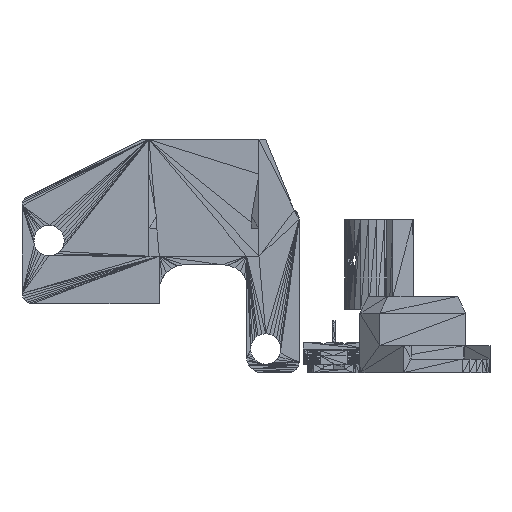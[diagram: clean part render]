
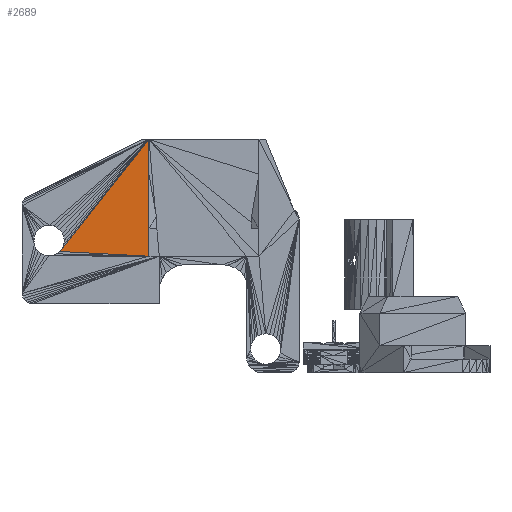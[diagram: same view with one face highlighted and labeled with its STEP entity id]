
A CAD part, front view. The second image highlights one B-rep face of the part: STEP entity #2689.
In plain terms, the highlighted face is planar.
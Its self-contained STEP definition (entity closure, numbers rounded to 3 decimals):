
#2579 = VERTEX_POINT('',#2580);
#2580 = CARTESIAN_POINT('',(-32.763,-5.338,
    27.306));
#2671 = VERTEX_POINT('',#2672);
#2672 = CARTESIAN_POINT('',(-53.652,-5.338,
    28.419));
#2679 = EDGE_CURVE('',#2579,#2671,#2680,.T.);
#2680 = LINE('',#2681,#2682);
#2681 = CARTESIAN_POINT('',(-32.763,-5.338,
    27.306));
#2682 = VECTOR('',#2683,1.);
#2683 = DIRECTION('',(-0.999,0.,
    0.053));
#2689 = ADVANCED_FACE('',(#2690),#2707,.T.);
#2690 = FACE_BOUND('',#2691,.T.);
#2691 = EDGE_LOOP('',(#2692,#2700,#2701));
#2692 = ORIENTED_EDGE('',*,*,#2693,.T.);
#2693 = EDGE_CURVE('',#2694,#2671,#2696,.T.);
#2694 = VERTEX_POINT('',#2695);
#2695 = CARTESIAN_POINT('',(-32.763,-5.338,
    54.69));
#2696 = LINE('',#2697,#2698);
#2697 = CARTESIAN_POINT('',(-32.763,-5.338,
    54.69));
#2698 = VECTOR('',#2699,1.);
#2699 = DIRECTION('',(-0.622,0.,-0.783
    ));
#2700 = ORIENTED_EDGE('',*,*,#2679,.F.);
#2701 = ORIENTED_EDGE('',*,*,#2702,.T.);
#2702 = EDGE_CURVE('',#2579,#2694,#2703,.T.);
#2703 = LINE('',#2704,#2705);
#2704 = CARTESIAN_POINT('',(-32.763,-5.338,
    27.306));
#2705 = VECTOR('',#2706,1.);
#2706 = DIRECTION('',(0.,0.,1.));
#2707 = PLANE('',#2708);
#2708 = AXIS2_PLACEMENT_3D('',#2709,#2710,#2711);
#2709 = CARTESIAN_POINT('',(-39.714,-5.338,
    37.87));
#2710 = DIRECTION('',(0.,-1.,-0.));
#2711 = DIRECTION('',(-1.,0.,0.));
